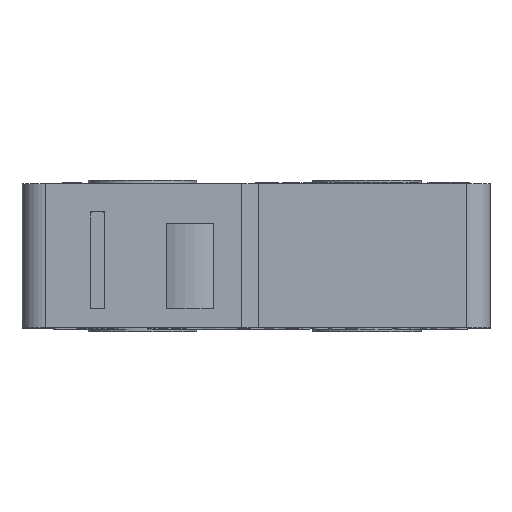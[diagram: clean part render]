
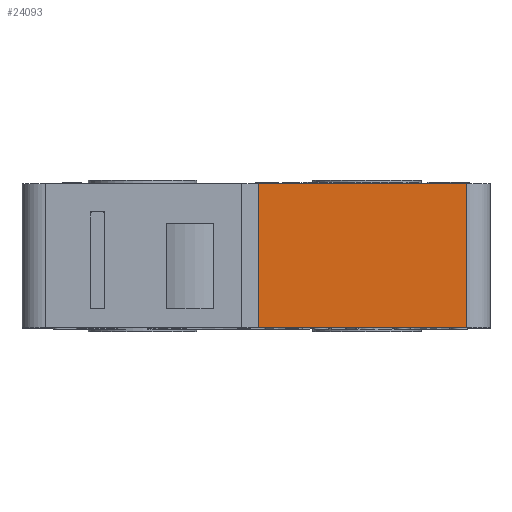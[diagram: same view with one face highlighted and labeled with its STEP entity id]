
A CAD part, top view. The second image highlights one B-rep face of the part: STEP entity #24093.
In plain terms, the highlighted planar face has unit normal (0, 0, 1).
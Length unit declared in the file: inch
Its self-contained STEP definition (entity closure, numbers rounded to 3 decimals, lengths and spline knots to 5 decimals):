
#15380=CARTESIAN_POINT('',(0.53937,-0.24016,0.27559));
#15381=VERTEX_POINT('',#15380);
#15389=CARTESIAN_POINT('',(0.19291,-0.24016,0.27559));
#15390=VERTEX_POINT('',#15389);
#15391=CARTESIAN_POINT('',(0.19291,-0.24016,0.27559));
#15392=DIRECTION('',(1.0,0.0,0.0));
#15393=VECTOR('',#15392,0.34646);
#15394=LINE('',#15391,#15393);
#15395=EDGE_CURVE('',#15390,#15381,#15394,.T.);
#16368=CARTESIAN_POINT('',(0.19291,0.0,0.27559));
#16369=VERTEX_POINT('',#16368);
#16370=CARTESIAN_POINT('',(0.19291,-0.24016,0.27559));
#16371=DIRECTION('',(0.0,1.0,0.0));
#16372=VECTOR('',#16371,0.24016);
#16373=LINE('',#16370,#16372);
#16374=EDGE_CURVE('',#15390,#16369,#16373,.T.);
#16919=CARTESIAN_POINT('',(0.53937,0.0,0.27559));
#16920=VERTEX_POINT('',#16919);
#16921=CARTESIAN_POINT('',(0.53937,0.0,0.27559));
#16922=DIRECTION('',(-1.0,0.0,0.0));
#16923=VECTOR('',#16922,0.34646);
#16924=LINE('',#16921,#16923);
#16925=EDGE_CURVE('',#16920,#16369,#16924,.T.);
#23917=CARTESIAN_POINT('',(0.53937,-0.24016,0.27559));
#23918=DIRECTION('',(0.0,1.0,0.0));
#23919=VECTOR('',#23918,0.24016);
#23920=LINE('',#23917,#23919);
#23921=EDGE_CURVE('',#15381,#16920,#23920,.T.);
#24082=CARTESIAN_POINT('',(0.17559,-0.25217,0.27559));
#24083=DIRECTION('',(0.0,0.0,1.0));
#24084=DIRECTION('',(1.0,0.0,0.0));
#24085=AXIS2_PLACEMENT_3D('',#24082,#24083,#24084);
#24086=PLANE('',#24085);
#24087=ORIENTED_EDGE('',*,*,#23921,.T.);
#24088=ORIENTED_EDGE('',*,*,#16925,.T.);
#24089=ORIENTED_EDGE('',*,*,#16374,.F.);
#24090=ORIENTED_EDGE('',*,*,#15395,.T.);
#24091=EDGE_LOOP('',(#24087,#24088,#24089,#24090));
#24092=FACE_OUTER_BOUND('',#24091,.T.);
#24093=ADVANCED_FACE('',(#24092),#24086,.T.);
